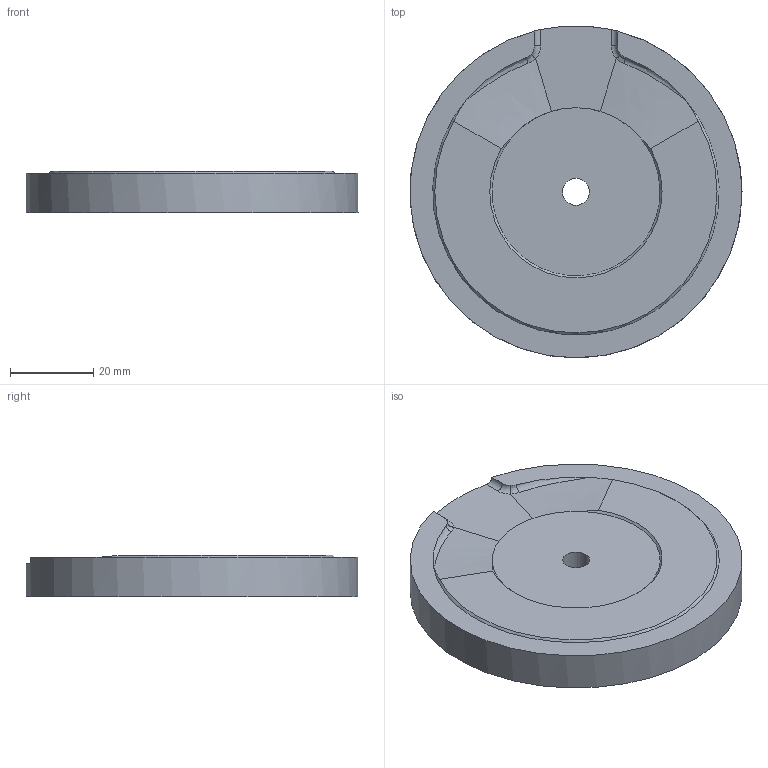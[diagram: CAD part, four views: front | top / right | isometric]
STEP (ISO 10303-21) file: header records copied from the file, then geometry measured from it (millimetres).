
FILE_DESCRIPTION(/* description */ (''),/* implementation_level */ '2;1');
FILE_NAME(/* name */ '150324-P80_Deckel_Pressteil_V3_für_F000017700-pa .stp',/* time_stamp */ '2015-03-24T19:56:45+01:00',/* author */ ('Normal'),/* organization */ (''),/* preprocessor_version */ 'ST-DEVELOPER v15.6',/* originating_system */ 'Autodesk Inventor 2015',/* authorisation */ '');
FILE_SCHEMA (('AUTOMOTIVE_DESIGN { 1 0 10303 214 3 1 1 }'));
Length unit declared in the file: millimetre
Products named in the file (1): 150324-P80_Deckel_Pressteil_V3_für_F000017700-pa 
Bounding box: 79.97 x 79.9 x 10 mm (x, y, z)
Volume: 47432.2 mm3; surface area: 12648.2 mm2
Topology: 1 solids, 1 shells, 22 faces, 56 edges, 36 vertices
Faces by surface type: bspline 8, cylinder 5, plane 5, torus 2, cone 2
Full cylindrical faces by diameter (mm): 6.5 x1, 80 x1
Entity records: 985 total; most frequent: CARTESIAN_POINT 471, ORIENTED_EDGE 106, DIRECTION 88, EDGE_CURVE 53, AXIS2_PLACEMENT_3D 40, VERTEX_POINT 35, EDGE_LOOP 26, CIRCLE 25
